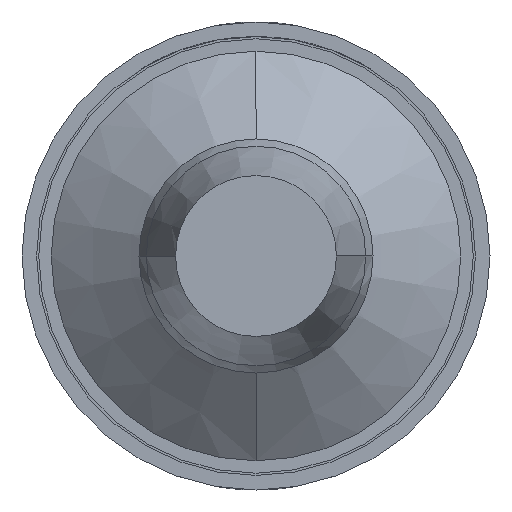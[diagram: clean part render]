
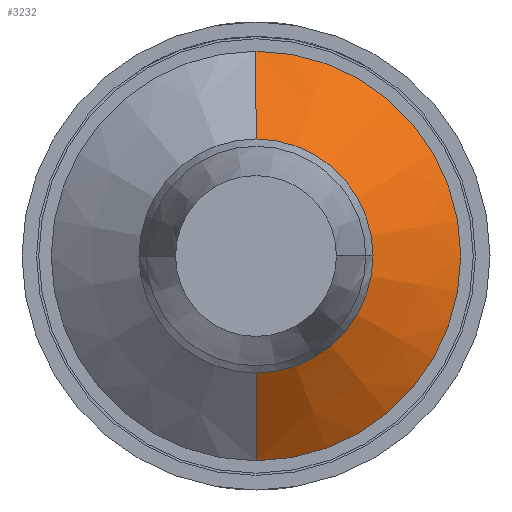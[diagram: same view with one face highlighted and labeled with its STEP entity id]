
A CAD part, front view. The second image highlights one B-rep face of the part: STEP entity #3232.
In plain terms, the highlighted conical face has half-angle 53.13 degrees and reference radius 0.6 mm.
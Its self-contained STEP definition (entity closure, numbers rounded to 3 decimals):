
#171 = DIRECTION ( 'NONE',  ( 0., 1., 0. ) ) ;
#177 = CARTESIAN_POINT ( 'NONE',  ( 0., -10.6, 0. ) ) ;
#184 = AXIS2_PLACEMENT_3D ( 'NONE', #177, #3044, #3028 ) ;
#757 = DIRECTION ( 'NONE',  ( 0., 0., -1. ) ) ;
#988 = EDGE_CURVE ( 'Defeature ausgef�hrt1_58+Defeature ausgef�hrt1_57+Defeature ausgef�hrt1_57+Defeature ausgef�hrt1_57', #3871, #2919, #6595, .T. ) ;
#996 = DIRECTION ( 'NONE',  ( 0., 0.6, -0.8 ) ) ;
#1225 = EDGE_CURVE ( 'NONE', #4545, #3871, #2751, .T. ) ;
#1298 = VECTOR ( 'NONE', #3964, 1000. ) ;
#1633 = CARTESIAN_POINT ( 'NONE',  ( 0., -11.2, 0. ) ) ;
#1852 = CONICAL_SURFACE ( 'NONE', #2013, 0.6, 0.927 ) ;
#1885 = ORIENTED_EDGE ( 'NONE', *, *, #3677, .T. ) ;
#1903 = LINE ( 'NONE', #4975, #4973 ) ;
#2013 = AXIS2_PLACEMENT_3D ( 'NONE', #5904, #171, #757 ) ;
#2033 = EDGE_CURVE ( 'NONE', #6647, #2919, #1903, .T. ) ;
#2100 = DIRECTION ( 'NONE',  ( 0., 0., -1. ) ) ;
#2139 = CARTESIAN_POINT ( 'NONE',  ( 0., -10.6, 1.4 ) ) ;
#2457 = ORIENTED_EDGE ( 'NONE', *, *, #2033, .T. ) ;
#2751 = LINE ( 'NONE', #3941, #1298 ) ;
#2919 = VERTEX_POINT ( 'NONE', #3626 ) ;
#3028 = DIRECTION ( 'NONE',  ( 0., 0., -1. ) ) ;
#3044 = DIRECTION ( 'NONE',  ( 0., 1., 0. ) ) ;
#3105 = CIRCLE ( 'NONE', #5054, 0.6 ) ;
#3232 = ADVANCED_FACE ( 'Defeature ausgef�hrt1_57', ( #6884 ), #1852, .T. ) ;
#3403 = CARTESIAN_POINT ( 'NONE',  ( 0., -11.2, 0.6 ) ) ;
#3626 = CARTESIAN_POINT ( 'NONE',  ( 0., -10.6, -1.4 ) ) ;
#3677 = EDGE_CURVE ( 'Defeature ausgef�hrt1_57+Defeature ausgef�hrt1_56+Defeature ausgef�hrt1_56+Defeature ausgef�hrt1_56', #4545, #6647, #3105, .T. ) ;
#3810 = ORIENTED_EDGE ( 'NONE', *, *, #988, .F. ) ;
#3871 = VERTEX_POINT ( 'NONE', #2139 ) ;
#3941 = CARTESIAN_POINT ( 'NONE',  ( 0., -11.2, 0.6 ) ) ;
#3964 = DIRECTION ( 'NONE',  ( 0., 0.6, 0.8 ) ) ;
#4545 = VERTEX_POINT ( 'NONE', #3403 ) ;
#4973 = VECTOR ( 'NONE', #996, 1000. ) ;
#4975 = CARTESIAN_POINT ( 'NONE',  ( 0., -11.2, -0.6 ) ) ;
#5054 = AXIS2_PLACEMENT_3D ( 'NONE', #1633, #7282, #2100 ) ;
#5141 = EDGE_LOOP ( 'NONE', ( #6071, #1885, #2457, #3810 ) ) ;
#5904 = CARTESIAN_POINT ( 'NONE',  ( 0., -11.2, 0. ) ) ;
#6037 = CARTESIAN_POINT ( 'NONE',  ( 0., -11.2, -0.6 ) ) ;
#6071 = ORIENTED_EDGE ( 'NONE', *, *, #1225, .F. ) ;
#6595 = CIRCLE ( 'NONE', #184, 1.4 ) ;
#6647 = VERTEX_POINT ( 'NONE', #6037 ) ;
#6884 = FACE_OUTER_BOUND ( 'NONE', #5141, .T. ) ;
#7282 = DIRECTION ( 'NONE',  ( 0., 1., 0. ) ) ;
